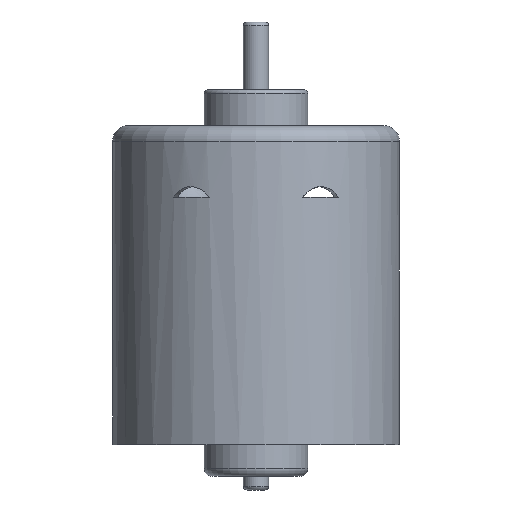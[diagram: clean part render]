
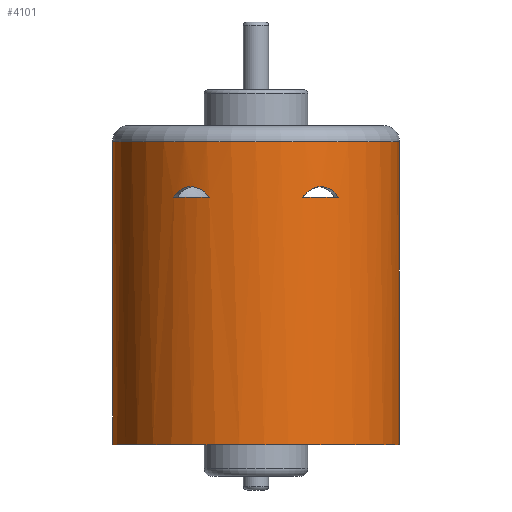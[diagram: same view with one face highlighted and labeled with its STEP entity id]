
A CAD part, left-side view. The second image highlights one B-rep face of the part: STEP entity #4101.
In plain terms, the highlighted cylindrical face has radius 18 mm (diameter 36 mm), a full revolution.
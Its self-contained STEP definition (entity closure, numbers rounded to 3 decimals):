
#37=ELLIPSE('',#4374,25.456,18.);
#39=ELLIPSE('',#4378,25.456,18.);
#41=B_SPLINE_CURVE_WITH_KNOTS('',3,(#5920,#5921,#5922,#5923,#5924,#5925,
#5926),.UNSPECIFIED.,.F.,.F.,(4,1,1,1,4),(0.,0.001,0.003,
0.004,0.006),.UNSPECIFIED.);
#43=B_SPLINE_CURVE_WITH_KNOTS('',3,(#5941,#5942,#5943,#5944,#5945,#5946,
#5947),.UNSPECIFIED.,.F.,.F.,(4,1,1,1,4),(0.,0.001,0.003,
0.004,0.006),.UNSPECIFIED.);
#45=B_SPLINE_CURVE_WITH_KNOTS('',3,(#5989,#5990,#5991,#5992,#5993,#5994,
#5995),.UNSPECIFIED.,.F.,.F.,(4,1,1,1,4),(0.,0.001,0.003,
0.004,0.006),.UNSPECIFIED.);
#48=B_SPLINE_CURVE_WITH_KNOTS('',3,(#9369,#9370,#9371,#9372,#9373,#9374,
#9375),.UNSPECIFIED.,.F.,.F.,(4,1,1,1,4),(-0.003,-0.001,
0.,0.001,0.003),
 .UNSPECIFIED.);
#88=LINE('',#5957,#508);
#93=LINE('',#5971,#513);
#98=LINE('',#9412,#518);
#104=LINE('',#9428,#524);
#508=VECTOR('',#4776,1000.);
#513=VECTOR('',#4789,1000.);
#518=VECTOR('',#4816,1000.);
#524=VECTOR('',#4830,1000.);
#976=CYLINDRICAL_SURFACE('',#4463,18.);
#1272=ORIENTED_EDGE('',*,*,#2133,.T.);
#1273=ORIENTED_EDGE('',*,*,#2105,.T.);
#1274=ORIENTED_EDGE('',*,*,#2094,.T.);
#1275=ORIENTED_EDGE('',*,*,#2098,.T.);
#1276=ORIENTED_EDGE('',*,*,#2102,.T.);
#1277=ORIENTED_EDGE('',*,*,#2077,.T.);
#1278=ORIENTED_EDGE('',*,*,#2079,.T.);
#1279=ORIENTED_EDGE('',*,*,#2070,.T.);
#1280=ORIENTED_EDGE('',*,*,#2074,.T.);
#1281=ORIENTED_EDGE('',*,*,#2067,.T.);
#1282=ORIENTED_EDGE('',*,*,#2065,.T.);
#1283=ORIENTED_EDGE('',*,*,#2061,.T.);
#1284=ORIENTED_EDGE('',*,*,#2057,.T.);
#1285=ORIENTED_EDGE('',*,*,#2085,.T.);
#1286=ORIENTED_EDGE('',*,*,#2083,.T.);
#1287=ORIENTED_EDGE('',*,*,#2090,.T.);
#1288=ORIENTED_EDGE('',*,*,#2087,.T.);
#2057=EDGE_CURVE('',#2716,#2715,#3222,.F.);
#2061=EDGE_CURVE('',#2715,#2716,#41,.T.);
#2065=EDGE_CURVE('',#2718,#2721,#43,.T.);
#2067=EDGE_CURVE('',#2721,#2718,#3225,.F.);
#2070=EDGE_CURVE('',#2725,#2724,#88,.T.);
#2074=EDGE_CURVE('',#2724,#2727,#37,.T.);
#2077=EDGE_CURVE('',#2727,#2729,#93,.T.);
#2079=EDGE_CURVE('',#2729,#2725,#39,.T.);
#2083=EDGE_CURVE('',#2730,#2733,#45,.T.);
#2085=EDGE_CURVE('',#2733,#2730,#3227,.F.);
#2087=EDGE_CURVE('',#2736,#2735,#3228,.F.);
#2090=EDGE_CURVE('',#2735,#2736,#48,.T.);
#2094=EDGE_CURVE('',#2740,#2739,#98,.T.);
#2098=EDGE_CURVE('',#2739,#2743,#3230,.T.);
#2102=EDGE_CURVE('',#2743,#2745,#104,.T.);
#2105=EDGE_CURVE('',#2745,#2740,#3233,.F.);
#2133=EDGE_CURVE('',#2771,#2771,#3256,.T.);
#2715=VERTEX_POINT('',#5906);
#2716=VERTEX_POINT('',#5908);
#2718=VERTEX_POINT('',#5929);
#2721=VERTEX_POINT('',#5940);
#2724=VERTEX_POINT('',#5956);
#2725=VERTEX_POINT('',#5958);
#2727=VERTEX_POINT('',#5964);
#2729=VERTEX_POINT('',#5970);
#2730=VERTEX_POINT('',#5977);
#2733=VERTEX_POINT('',#5988);
#2735=VERTEX_POINT('',#6005);
#2736=VERTEX_POINT('',#6007);
#2739=VERTEX_POINT('',#9411);
#2740=VERTEX_POINT('',#9413);
#2743=VERTEX_POINT('',#9420);
#2745=VERTEX_POINT('',#9427);
#2771=VERTEX_POINT('',#9676);
#3222=CIRCLE('',#4364,18.);
#3225=CIRCLE('',#4370,18.);
#3227=CIRCLE('',#4382,18.);
#3228=CIRCLE('',#4384,18.);
#3230=CIRCLE('',#4388,18.);
#3233=CIRCLE('',#4393,18.);
#3256=CIRCLE('',#4419,18.);
#3476=EDGE_LOOP('',(#1272));
#3477=EDGE_LOOP('',(#1273,#1274,#1275,#1276));
#3478=EDGE_LOOP('',(#1277,#1278,#1279,#1280));
#3479=EDGE_LOOP('',(#1281,#1282));
#3480=EDGE_LOOP('',(#1283,#1284));
#3481=EDGE_LOOP('',(#1285,#1286));
#3482=EDGE_LOOP('',(#1287,#1288));
#3745=FACE_BOUND('',#3476,.T.);
#3746=FACE_BOUND('',#3477,.T.);
#3747=FACE_BOUND('',#3478,.T.);
#3748=FACE_BOUND('',#3479,.T.);
#3749=FACE_BOUND('',#3480,.T.);
#3750=FACE_BOUND('',#3481,.T.);
#3751=FACE_BOUND('',#3482,.T.);
#4101=ADVANCED_FACE('',(#3745,#3746,#3747,#3748,#3749,#3750,#3751),#976,
 .F.);
#4364=AXIS2_PLACEMENT_3D('',#5907,#4755,#4756);
#4370=AXIS2_PLACEMENT_3D('',#5950,#4770,#4771);
#4374=AXIS2_PLACEMENT_3D('',#5965,#4783,#4784);
#4378=AXIS2_PLACEMENT_3D('',#5974,#4794,#4795);
#4382=AXIS2_PLACEMENT_3D('',#5998,#4804,#4805);
#4384=AXIS2_PLACEMENT_3D('',#6006,#4808,#4809);
#4388=AXIS2_PLACEMENT_3D('',#9421,#4822,#4823);
#4393=AXIS2_PLACEMENT_3D('',#9432,#4836,#4837);
#4419=AXIS2_PLACEMENT_3D('',#9675,#4888,#4889);
#4463=AXIS2_PLACEMENT_3D('',#10462,#4992,#4993);
#4755=DIRECTION('',(0.,0.,-1.));
#4756=DIRECTION('',(-1.,0.,0.));
#4770=DIRECTION('',(0.,0.,-1.));
#4771=DIRECTION('',(-1.,0.,0.));
#4776=DIRECTION('',(0.,0.,1.));
#4783=DIRECTION('',(0.123,-0.696,-0.707));
#4784=DIRECTION('',(0.123,-0.696,0.707));
#4789=DIRECTION('',(0.,0.,-1.));
#4794=DIRECTION('',(0.123,-0.696,0.707));
#4795=DIRECTION('',(-0.123,0.696,0.707));
#4804=DIRECTION('',(0.,0.,-1.));
#4805=DIRECTION('',(-1.,0.,0.));
#4808=DIRECTION('',(0.,0.,-1.));
#4809=DIRECTION('',(-1.,0.,0.));
#4816=DIRECTION('',(0.,0.,1.));
#4822=DIRECTION('',(0.,0.,-1.));
#4823=DIRECTION('',(-1.,0.,0.));
#4830=DIRECTION('',(0.,0.,-1.));
#4836=DIRECTION('',(0.,0.,1.));
#4837=DIRECTION('',(1.,0.,0.));
#4888=DIRECTION('',(0.,0.,1.));
#4889=DIRECTION('',(1.,0.,0.));
#4992=DIRECTION('',(0.,0.,1.));
#4993=DIRECTION('',(1.,0.,0.));
#5906=CARTESIAN_POINT('',(18.016,-6.01,8.75));
#5907=CARTESIAN_POINT('',(0.999,-0.145,8.75));
#5908=CARTESIAN_POINT('',(15.747,-10.465,8.75));
#5920=CARTESIAN_POINT('',(18.016,-6.01,8.75));
#5921=CARTESIAN_POINT('',(17.926,-6.272,9.164));
#5922=CARTESIAN_POINT('',(17.67,-6.976,9.84));
#5923=CARTESIAN_POINT('',(17.056,-8.327,10.217));
#5924=CARTESIAN_POINT('',(16.326,-9.615,9.841));
#5925=CARTESIAN_POINT('',(15.905,-10.238,9.164));
#5926=CARTESIAN_POINT('',(15.747,-10.465,8.75));
#5929=CARTESIAN_POINT('',(-13.749,-10.465,8.75));
#5940=CARTESIAN_POINT('',(-16.019,-6.01,8.75));
#5941=CARTESIAN_POINT('',(-13.749,-10.465,8.75));
#5942=CARTESIAN_POINT('',(-13.908,-10.238,9.164));
#5943=CARTESIAN_POINT('',(-14.327,-9.616,9.84));
#5944=CARTESIAN_POINT('',(-15.059,-8.326,10.217));
#5945=CARTESIAN_POINT('',(-15.672,-6.978,9.841));
#5946=CARTESIAN_POINT('',(-15.929,-6.272,9.164));
#5947=CARTESIAN_POINT('',(-16.019,-6.01,8.75));
#5950=CARTESIAN_POINT('',(0.999,-0.145,8.75));
#5956=CARTESIAN_POINT('',(4.714,-17.757,2.54));
#5957=CARTESIAN_POINT('',(4.714,-17.757,-3.25));
#5958=CARTESIAN_POINT('',(4.714,-17.757,-5.04));
#5964=CARTESIAN_POINT('',(3.532,-17.966,2.54));
#5965=CARTESIAN_POINT('',(0.999,-0.145,-15.45));
#5970=CARTESIAN_POINT('',(3.532,-17.966,-5.04));
#5971=CARTESIAN_POINT('',(3.532,-17.966,-3.25));
#5974=CARTESIAN_POINT('',(0.999,-0.145,12.95));
#5977=CARTESIAN_POINT('',(-16.019,5.72,8.75));
#5988=CARTESIAN_POINT('',(-13.749,10.175,8.75));
#5989=CARTESIAN_POINT('',(-16.019,5.72,8.75));
#5990=CARTESIAN_POINT('',(-15.929,5.982,9.164));
#5991=CARTESIAN_POINT('',(-15.672,6.687,9.84));
#5992=CARTESIAN_POINT('',(-15.059,8.038,10.217));
#5993=CARTESIAN_POINT('',(-14.328,9.326,9.841));
#5994=CARTESIAN_POINT('',(-13.908,9.948,9.164));
#5995=CARTESIAN_POINT('',(-13.749,10.175,8.75));
#5998=CARTESIAN_POINT('',(0.999,-0.145,8.75));
#6005=CARTESIAN_POINT('',(15.747,10.175,8.75));
#6006=CARTESIAN_POINT('',(0.999,-0.145,8.75));
#6007=CARTESIAN_POINT('',(18.016,5.72,8.75));
#9369=CARTESIAN_POINT('',(15.747,10.175,8.75));
#9370=CARTESIAN_POINT('',(15.906,9.948,9.162));
#9371=CARTESIAN_POINT('',(16.323,9.33,9.84));
#9372=CARTESIAN_POINT('',(17.061,8.03,10.218));
#9373=CARTESIAN_POINT('',(17.673,6.68,9.836));
#9374=CARTESIAN_POINT('',(17.926,5.983,9.16));
#9375=CARTESIAN_POINT('',(18.016,5.72,8.75));
#9411=CARTESIAN_POINT('',(-0.501,17.793,-20.05));
#9412=CARTESIAN_POINT('',(-0.501,17.793,-3.25));
#9413=CARTESIAN_POINT('',(-0.501,17.793,-22.25));
#9420=CARTESIAN_POINT('',(2.499,17.793,-20.05));
#9421=CARTESIAN_POINT('',(0.999,-0.145,-20.05));
#9427=CARTESIAN_POINT('',(2.499,17.793,-22.25));
#9428=CARTESIAN_POINT('',(2.499,17.793,-3.25));
#9432=CARTESIAN_POINT('',(0.999,-0.145,-22.25));
#9675=CARTESIAN_POINT('',(0.999,-0.145,15.75));
#9676=CARTESIAN_POINT('',(18.999,-0.145,15.75));
#10462=CARTESIAN_POINT('',(0.999,-0.145,-22.25));
